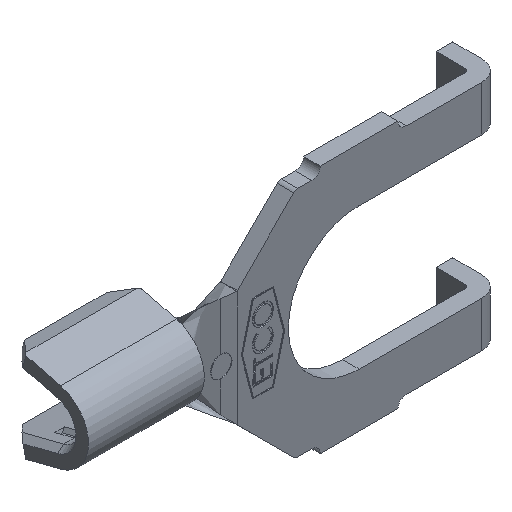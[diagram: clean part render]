
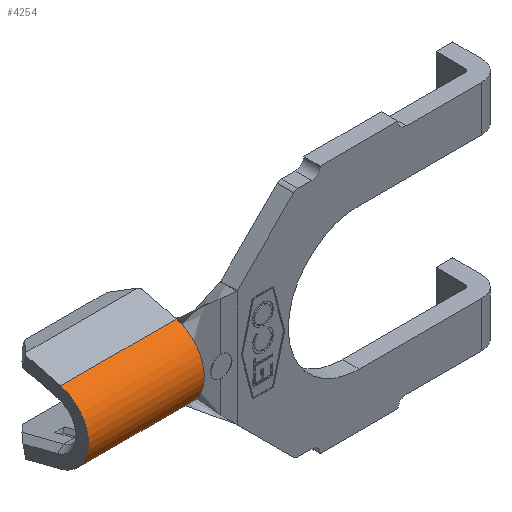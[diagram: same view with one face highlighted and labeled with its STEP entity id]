
A CAD part, isometric view. The second image highlights one B-rep face of the part: STEP entity #4254.
In plain terms, the highlighted cylindrical face has radius 1.143 mm (diameter 2.286 mm), a partial arc.
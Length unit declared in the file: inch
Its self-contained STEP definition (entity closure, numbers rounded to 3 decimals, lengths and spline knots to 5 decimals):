
#46 = DIRECTION ( 'NONE',  ( 1., 0., 0. ) ) ;
#267 = CARTESIAN_POINT ( 'NONE',  ( -0.187, 0.045, 0. ) ) ;
#278 = VERTEX_POINT ( 'NONE', #6217 ) ;
#631 = EDGE_LOOP ( 'NONE', ( #654, #663, #703, #718 ) ) ;
#654 = ORIENTED_EDGE ( 'NONE', *, *, #5521, .F. ) ;
#663 = ORIENTED_EDGE ( 'NONE', *, *, #3679, .F. ) ;
#703 = ORIENTED_EDGE ( 'NONE', *, *, #4832, .T. ) ;
#718 = ORIENTED_EDGE ( 'NONE', *, *, #1880, .T. ) ;
#1008 = AXIS2_PLACEMENT_3D ( 'NONE', #4148, #6087, #1651 ) ;
#1106 = VERTEX_POINT ( 'NONE', #5644 ) ;
#1176 = VERTEX_POINT ( 'NONE', #2335 ) ;
#1320 = DIRECTION ( 'NONE',  ( 0., 0., -1. ) ) ;
#1651 = DIRECTION ( 'NONE',  ( 0., 0., -1. ) ) ;
#1833 = CYLINDRICAL_SURFACE ( 'NONE', #5642, 0.045 ) ;
#1880 = EDGE_CURVE ( 'NONE', #1176, #1106, #2246, .T. ) ;
#1926 = VECTOR ( 'NONE', #46, 39.37008 ) ;
#2246 = LINE ( 'NONE', #4256, #3740 ) ;
#2335 = CARTESIAN_POINT ( 'NONE',  ( -0.327, 0.03381, -0.04359 ) ) ;
#2416 = DIRECTION ( 'NONE',  ( 1., 0., 0. ) ) ;
#2574 = CARTESIAN_POINT ( 'NONE',  ( -0.187, 0.03381, 0.04359 ) ) ;
#2734 = LINE ( 'NONE', #4724, #1926 ) ;
#3611 = AXIS2_PLACEMENT_3D ( 'NONE', #267, #2416, #4421 ) ;
#3679 = EDGE_CURVE ( 'NONE', #278, #6571, #2734, .T. ) ;
#3740 = VECTOR ( 'NONE', #6189, 39.37008 ) ;
#3848 = CARTESIAN_POINT ( 'NONE',  ( -0.327, 0.045, 0. ) ) ;
#4148 = CARTESIAN_POINT ( 'NONE',  ( -0.327, 0.045, 0. ) ) ;
#4254 = ADVANCED_FACE ( 'NONE', ( #6262 ), #1833, .T. ) ;
#4256 = CARTESIAN_POINT ( 'NONE',  ( -0.327, 0.03381, -0.04359 ) ) ;
#4421 = DIRECTION ( 'NONE',  ( 0., 0., -1. ) ) ;
#4451 = CIRCLE ( 'NONE', #3611, 0.045 ) ;
#4724 = CARTESIAN_POINT ( 'NONE',  ( -0.327, 0.03381, 0.04359 ) ) ;
#4740 = CIRCLE ( 'NONE', #1008, 0.045 ) ;
#4832 = EDGE_CURVE ( 'NONE', #278, #1176, #4740, .T. ) ;
#5521 = EDGE_CURVE ( 'NONE', #6571, #1106, #4451, .T. ) ;
#5642 = AXIS2_PLACEMENT_3D ( 'NONE', #3848, #5797, #1320 ) ;
#5644 = CARTESIAN_POINT ( 'NONE',  ( -0.187, 0.03381, -0.04359 ) ) ;
#5797 = DIRECTION ( 'NONE',  ( 1., 0., 0. ) ) ;
#6087 = DIRECTION ( 'NONE',  ( 1., 0., 0. ) ) ;
#6189 = DIRECTION ( 'NONE',  ( 1., 0., 0. ) ) ;
#6217 = CARTESIAN_POINT ( 'NONE',  ( -0.327, 0.03381, 0.04359 ) ) ;
#6262 = FACE_OUTER_BOUND ( 'NONE', #631, .T. ) ;
#6571 = VERTEX_POINT ( 'NONE', #2574 ) ;
